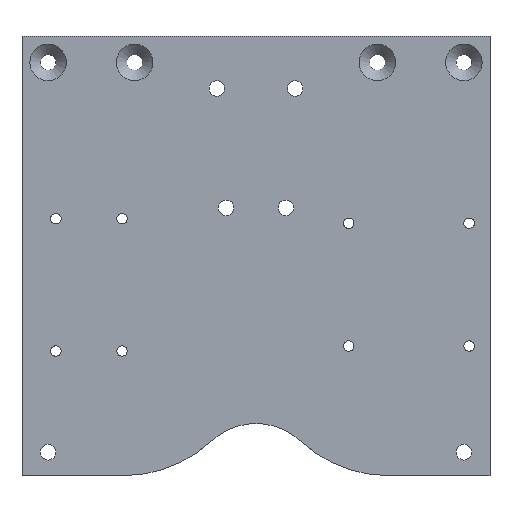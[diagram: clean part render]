
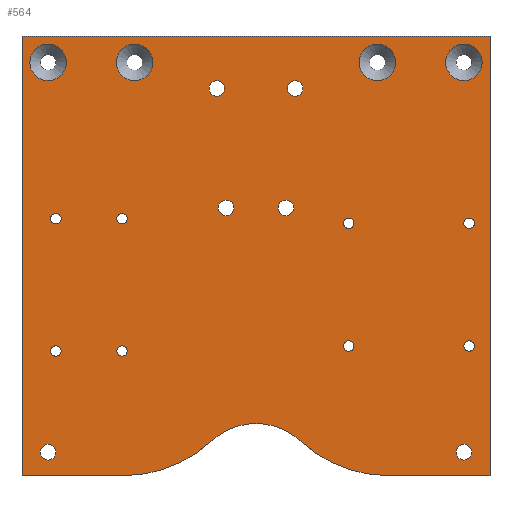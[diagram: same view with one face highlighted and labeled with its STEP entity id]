
A CAD part, top view. The second image highlights one B-rep face of the part: STEP entity #564.
In plain terms, the highlighted planar face has unit normal (0, 0, 1).
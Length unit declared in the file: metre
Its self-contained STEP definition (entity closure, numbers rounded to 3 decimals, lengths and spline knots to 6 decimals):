
#16=CIRCLE('',#605,0.0015);
#18=CIRCLE('',#608,0.0015);
#24=CIRCLE('',#617,0.0125);
#26=CIRCLE('',#620,0.0035);
#27=CIRCLE('',#621,0.0035);
#28=CIRCLE('',#622,0.0035);
#29=CIRCLE('',#623,0.0035);
#30=CIRCLE('',#624,0.0015);
#31=CIRCLE('',#625,0.0015);
#32=CIRCLE('',#626,0.001);
#33=CIRCLE('',#627,0.001);
#34=CIRCLE('',#628,0.001);
#35=CIRCLE('',#629,0.001);
#36=CIRCLE('',#630,0.001);
#37=CIRCLE('',#631,0.001);
#38=CIRCLE('',#632,0.0015);
#39=CIRCLE('',#633,0.0015);
#40=CIRCLE('',#634,0.001);
#41=CIRCLE('',#635,0.001);
#42=CIRCLE('',#636,0.025);
#43=CIRCLE('',#637,0.025);
#115=ORIENTED_EDGE('',*,*,#239,.T.);
#116=ORIENTED_EDGE('',*,*,#240,.T.);
#117=ORIENTED_EDGE('',*,*,#241,.T.);
#118=ORIENTED_EDGE('',*,*,#242,.T.);
#119=ORIENTED_EDGE('',*,*,#243,.F.);
#120=ORIENTED_EDGE('',*,*,#244,.F.);
#121=ORIENTED_EDGE('',*,*,#245,.F.);
#122=ORIENTED_EDGE('',*,*,#246,.F.);
#123=ORIENTED_EDGE('',*,*,#247,.F.);
#124=ORIENTED_EDGE('',*,*,#248,.F.);
#125=ORIENTED_EDGE('',*,*,#249,.F.);
#126=ORIENTED_EDGE('',*,*,#250,.F.);
#127=ORIENTED_EDGE('',*,*,#251,.F.);
#128=ORIENTED_EDGE('',*,*,#252,.F.);
#129=ORIENTED_EDGE('',*,*,#253,.F.);
#130=ORIENTED_EDGE('',*,*,#254,.F.);
#131=ORIENTED_EDGE('',*,*,#229,.T.);
#132=ORIENTED_EDGE('',*,*,#227,.T.);
#133=ORIENTED_EDGE('',*,*,#213,.T.);
#134=ORIENTED_EDGE('',*,*,#255,.T.);
#135=ORIENTED_EDGE('',*,*,#235,.T.);
#136=ORIENTED_EDGE('',*,*,#256,.T.);
#137=ORIENTED_EDGE('',*,*,#224,.T.);
#138=ORIENTED_EDGE('',*,*,#222,.T.);
#139=ORIENTED_EDGE('',*,*,#219,.F.);
#140=ORIENTED_EDGE('',*,*,#216,.F.);
#213=EDGE_CURVE('',#278,#277,#333,.T.);
#216=EDGE_CURVE('',#278,#280,#336,.T.);
#219=EDGE_CURVE('',#280,#282,#339,.T.);
#222=EDGE_CURVE('',#284,#282,#342,.T.);
#224=EDGE_CURVE('',#285,#284,#344,.T.);
#227=EDGE_CURVE('',#287,#287,#16,.T.);
#229=EDGE_CURVE('',#289,#289,#18,.T.);
#235=EDGE_CURVE('',#295,#296,#24,.T.);
#239=EDGE_CURVE('',#299,#299,#26,.T.);
#240=EDGE_CURVE('',#300,#300,#27,.T.);
#241=EDGE_CURVE('',#301,#301,#28,.T.);
#242=EDGE_CURVE('',#302,#302,#29,.T.);
#243=EDGE_CURVE('',#303,#303,#30,.T.);
#244=EDGE_CURVE('',#304,#304,#31,.T.);
#245=EDGE_CURVE('',#305,#305,#32,.T.);
#246=EDGE_CURVE('',#306,#306,#33,.T.);
#247=EDGE_CURVE('',#307,#307,#34,.T.);
#248=EDGE_CURVE('',#308,#308,#35,.T.);
#249=EDGE_CURVE('',#309,#309,#36,.T.);
#250=EDGE_CURVE('',#310,#310,#37,.T.);
#251=EDGE_CURVE('',#311,#311,#38,.T.);
#252=EDGE_CURVE('',#312,#312,#39,.T.);
#253=EDGE_CURVE('',#313,#313,#40,.T.);
#254=EDGE_CURVE('',#314,#314,#41,.T.);
#255=EDGE_CURVE('',#277,#295,#42,.F.);
#256=EDGE_CURVE('',#296,#285,#43,.F.);
#277=VERTEX_POINT('',#859);
#278=VERTEX_POINT('',#861);
#280=VERTEX_POINT('',#867);
#282=VERTEX_POINT('',#873);
#284=VERTEX_POINT('',#879);
#285=VERTEX_POINT('',#883);
#287=VERTEX_POINT('',#889);
#289=VERTEX_POINT('',#894);
#295=VERTEX_POINT('',#909);
#296=VERTEX_POINT('',#910);
#299=VERTEX_POINT('',#918);
#300=VERTEX_POINT('',#920);
#301=VERTEX_POINT('',#922);
#302=VERTEX_POINT('',#924);
#303=VERTEX_POINT('',#926);
#304=VERTEX_POINT('',#928);
#305=VERTEX_POINT('',#930);
#306=VERTEX_POINT('',#932);
#307=VERTEX_POINT('',#934);
#308=VERTEX_POINT('',#936);
#309=VERTEX_POINT('',#938);
#310=VERTEX_POINT('',#940);
#311=VERTEX_POINT('',#942);
#312=VERTEX_POINT('',#944);
#313=VERTEX_POINT('',#946);
#314=VERTEX_POINT('',#948);
#333=LINE('',#860,#351);
#336=LINE('',#866,#354);
#339=LINE('',#872,#357);
#342=LINE('',#878,#360);
#344=LINE('',#882,#362);
#351=VECTOR('',#683,1.);
#354=VECTOR('',#688,1.);
#357=VECTOR('',#693,1.);
#360=VECTOR('',#698,1.);
#362=VECTOR('',#702,1.);
#381=EDGE_LOOP('',(#115));
#382=EDGE_LOOP('',(#116));
#383=EDGE_LOOP('',(#117));
#384=EDGE_LOOP('',(#118));
#385=EDGE_LOOP('',(#119));
#386=EDGE_LOOP('',(#120));
#387=EDGE_LOOP('',(#121));
#388=EDGE_LOOP('',(#122));
#389=EDGE_LOOP('',(#123));
#390=EDGE_LOOP('',(#124));
#391=EDGE_LOOP('',(#125));
#392=EDGE_LOOP('',(#126));
#393=EDGE_LOOP('',(#127));
#394=EDGE_LOOP('',(#128));
#395=EDGE_LOOP('',(#129));
#396=EDGE_LOOP('',(#130));
#397=EDGE_LOOP('',(#131));
#398=EDGE_LOOP('',(#132));
#399=EDGE_LOOP('',(#133,#134,#135,#136,#137,#138,#139,#140));
#471=FACE_BOUND('',#381,.T.);
#472=FACE_BOUND('',#382,.T.);
#473=FACE_BOUND('',#383,.T.);
#474=FACE_BOUND('',#384,.T.);
#475=FACE_BOUND('',#385,.T.);
#476=FACE_BOUND('',#386,.T.);
#477=FACE_BOUND('',#387,.T.);
#478=FACE_BOUND('',#388,.T.);
#479=FACE_BOUND('',#389,.T.);
#480=FACE_BOUND('',#390,.T.);
#481=FACE_BOUND('',#391,.T.);
#482=FACE_BOUND('',#392,.T.);
#483=FACE_BOUND('',#393,.T.);
#484=FACE_BOUND('',#394,.T.);
#485=FACE_BOUND('',#395,.T.);
#486=FACE_BOUND('',#396,.T.);
#487=FACE_BOUND('',#397,.T.);
#488=FACE_BOUND('',#398,.T.);
#489=FACE_BOUND('',#399,.T.);
#552=PLANE('',#619);
#564=ADVANCED_FACE('',(#471,#472,#473,#474,#475,#476,#477,#478,#479,#480,
#481,#482,#483,#484,#485,#486,#487,#488,#489),#552,.F.);
#605=AXIS2_PLACEMENT_3D('',#888,#707,#708);
#608=AXIS2_PLACEMENT_3D('',#893,#713,#714);
#617=AXIS2_PLACEMENT_3D('',#908,#731,#732);
#619=AXIS2_PLACEMENT_3D('',#916,#737,#738);
#620=AXIS2_PLACEMENT_3D('',#917,#739,#740);
#621=AXIS2_PLACEMENT_3D('',#919,#741,#742);
#622=AXIS2_PLACEMENT_3D('',#921,#743,#744);
#623=AXIS2_PLACEMENT_3D('',#923,#745,#746);
#624=AXIS2_PLACEMENT_3D('',#925,#747,#748);
#625=AXIS2_PLACEMENT_3D('',#927,#749,#750);
#626=AXIS2_PLACEMENT_3D('',#929,#751,#752);
#627=AXIS2_PLACEMENT_3D('',#931,#753,#754);
#628=AXIS2_PLACEMENT_3D('',#933,#755,#756);
#629=AXIS2_PLACEMENT_3D('',#935,#757,#758);
#630=AXIS2_PLACEMENT_3D('',#937,#759,#760);
#631=AXIS2_PLACEMENT_3D('',#939,#761,#762);
#632=AXIS2_PLACEMENT_3D('',#941,#763,#764);
#633=AXIS2_PLACEMENT_3D('',#943,#765,#766);
#634=AXIS2_PLACEMENT_3D('',#945,#767,#768);
#635=AXIS2_PLACEMENT_3D('',#947,#769,#770);
#636=AXIS2_PLACEMENT_3D('',#949,#771,#772);
#637=AXIS2_PLACEMENT_3D('',#950,#773,#774);
#683=DIRECTION('',(1.,0.,0.));
#688=DIRECTION('',(0.,1.,0.));
#693=DIRECTION('',(1.,0.,0.));
#698=DIRECTION('',(0.,1.,0.));
#702=DIRECTION('',(1.,0.,0.));
#707=DIRECTION('',(0.,0.,-1.));
#708=DIRECTION('',(-1.,0.,0.));
#713=DIRECTION('',(0.,0.,-1.));
#714=DIRECTION('',(-1.,0.,0.));
#731=DIRECTION('',(0.,0.,-1.));
#732=DIRECTION('',(-1.,0.,0.));
#737=DIRECTION('',(0.,0.,-1.));
#738=DIRECTION('',(1.,0.,0.));
#739=DIRECTION('',(0.,0.,-1.));
#740=DIRECTION('',(-1.,0.,0.));
#741=DIRECTION('',(0.,0.,-1.));
#742=DIRECTION('',(-1.,0.,0.));
#743=DIRECTION('',(0.,0.,-1.));
#744=DIRECTION('',(-1.,0.,0.));
#745=DIRECTION('',(0.,0.,-1.));
#746=DIRECTION('',(-1.,0.,0.));
#747=DIRECTION('',(0.,0.,1.));
#748=DIRECTION('',(1.,0.,0.));
#749=DIRECTION('',(0.,0.,1.));
#750=DIRECTION('',(1.,0.,0.));
#751=DIRECTION('',(0.,0.,1.));
#752=DIRECTION('',(1.,0.,0.));
#753=DIRECTION('',(0.,0.,1.));
#754=DIRECTION('',(1.,0.,0.));
#755=DIRECTION('',(0.,0.,1.));
#756=DIRECTION('',(1.,0.,0.));
#757=DIRECTION('',(0.,0.,1.));
#758=DIRECTION('',(1.,0.,0.));
#759=DIRECTION('',(0.,0.,1.));
#760=DIRECTION('',(1.,0.,0.));
#761=DIRECTION('',(0.,0.,1.));
#762=DIRECTION('',(1.,0.,0.));
#763=DIRECTION('',(0.,0.,1.));
#764=DIRECTION('',(1.,0.,0.));
#765=DIRECTION('',(0.,0.,1.));
#766=DIRECTION('',(1.,0.,0.));
#767=DIRECTION('',(0.,0.,1.));
#768=DIRECTION('',(1.,0.,0.));
#769=DIRECTION('',(0.,0.,1.));
#770=DIRECTION('',(1.,0.,0.));
#771=DIRECTION('',(0.,0.,-1.));
#772=DIRECTION('',(-1.,0.,0.));
#773=DIRECTION('',(0.,0.,-1.));
#774=DIRECTION('',(-1.,0.,0.));
#859=CARTESIAN_POINT('',(-0.025495,0.0025,0.012));
#860=CARTESIAN_POINT('',(-0.028574,0.0025,0.012));
#861=CARTESIAN_POINT('',(-0.0449,0.0025,0.012));
#866=CARTESIAN_POINT('',(-0.0449,0.04465,0.012));
#867=CARTESIAN_POINT('',(-0.0449,0.086801,0.012));
#872=CARTESIAN_POINT('',(0.,0.086801,0.012));
#873=CARTESIAN_POINT('',(0.0449,0.086801,0.012));
#878=CARTESIAN_POINT('',(0.0449,0.04465,0.012));
#879=CARTESIAN_POINT('',(0.0449,0.0025,0.012));
#882=CARTESIAN_POINT('',(0.028574,0.0025,0.012));
#883=CARTESIAN_POINT('',(0.025495,0.0025,0.012));
#888=CARTESIAN_POINT('',(-0.0399,0.007,0.012));
#889=CARTESIAN_POINT('',(-0.0414,0.007,0.012));
#893=CARTESIAN_POINT('',(0.0399,0.007,0.012));
#894=CARTESIAN_POINT('',(0.0384,0.007,0.012));
#908=CARTESIAN_POINT('',(0.,0.,0.012));
#909=CARTESIAN_POINT('',(-0.008498,0.009167,0.012));
#910=CARTESIAN_POINT('',(0.008498,0.009167,0.012));
#916=CARTESIAN_POINT('',(0.,0.03715,0.012));
#917=CARTESIAN_POINT('',(-0.023284,0.081801,0.012));
#918=CARTESIAN_POINT('',(-0.026784,0.081801,0.012));
#919=CARTESIAN_POINT('',(0.023284,0.081801,0.012));
#920=CARTESIAN_POINT('',(0.019784,0.081801,0.012));
#921=CARTESIAN_POINT('',(-0.0399,0.081801,0.012));
#922=CARTESIAN_POINT('',(-0.0434,0.081801,0.012));
#923=CARTESIAN_POINT('',(0.0399,0.081801,0.012));
#924=CARTESIAN_POINT('',(0.0364,0.081801,0.012));
#925=CARTESIAN_POINT('',(0.005725,0.053887,0.012));
#926=CARTESIAN_POINT('',(0.007225,0.053887,0.012));
#927=CARTESIAN_POINT('',(0.0075,0.076801,0.012));
#928=CARTESIAN_POINT('',(0.009,0.076801,0.012));
#929=CARTESIAN_POINT('',(0.040895,0.027364,0.012));
#930=CARTESIAN_POINT('',(0.041895,0.027364,0.012));
#931=CARTESIAN_POINT('',(0.040895,0.050924,0.012));
#932=CARTESIAN_POINT('',(0.041895,0.050924,0.012));
#933=CARTESIAN_POINT('',(-0.0257,0.051801,0.012));
#934=CARTESIAN_POINT('',(-0.0247,0.051801,0.012));
#935=CARTESIAN_POINT('',(-0.0257,0.026401,0.012));
#936=CARTESIAN_POINT('',(-0.0247,0.026401,0.012));
#937=CARTESIAN_POINT('',(-0.0384,0.026401,0.012));
#938=CARTESIAN_POINT('',(-0.0374,0.026401,0.012));
#939=CARTESIAN_POINT('',(0.017795,0.027364,0.012));
#940=CARTESIAN_POINT('',(0.018795,0.027364,0.012));
#941=CARTESIAN_POINT('',(-0.0075,0.076801,0.012));
#942=CARTESIAN_POINT('',(-0.006,0.076801,0.012));
#943=CARTESIAN_POINT('',(-0.005725,0.053887,0.012));
#944=CARTESIAN_POINT('',(-0.004225,0.053887,0.012));
#945=CARTESIAN_POINT('',(0.017795,0.050924,0.012));
#946=CARTESIAN_POINT('',(0.018795,0.050924,0.012));
#947=CARTESIAN_POINT('',(-0.0384,0.051801,0.012));
#948=CARTESIAN_POINT('',(-0.0374,0.051801,0.012));
#949=CARTESIAN_POINT('',(-0.025495,0.0275,0.012));
#950=CARTESIAN_POINT('',(0.025495,0.0275,0.012));
